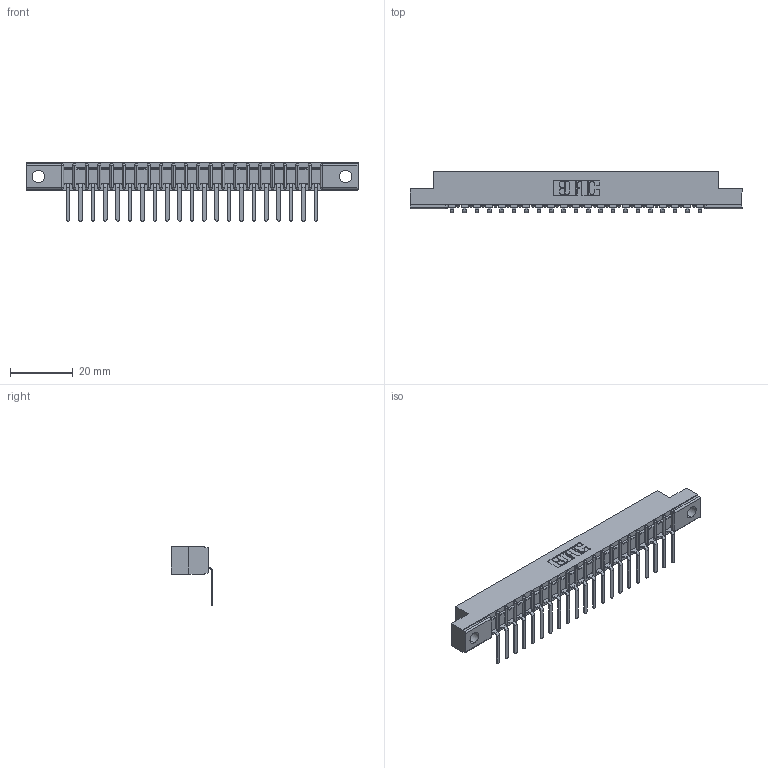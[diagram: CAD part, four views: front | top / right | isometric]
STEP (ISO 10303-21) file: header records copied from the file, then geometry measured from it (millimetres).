
FILE_DESCRIPTION (( 'STEP AP203' ), '1' );
FILE_NAME ('307-021-557-102.STEP', '2019-09-04T23:46:31', ( '' ), ( '' ), 'SwSTEP 2.0', 'SolidWorks 2016', '' );
FILE_SCHEMA (( 'CONFIG_CONTROL_DESIGN' ));
Length unit declared in the file: inch
Products named in the file (3): 307-021-557-102; 307 Part_.128 Dia Mounting Holes; 307-290-002_557
Assembly tree (22 placements, depth 2):
  307-021-557-102
    307 Part_.128 Dia Mounting Holes
    307-290-002_557  x21
Bounding box: 106.22 x 13.32 x 18.67 mm (x, y, z)
Volume: 6980.9 mm3; surface area: 12836 mm2
Topology: 22 solids, 22 shells, 1778 faces, 5447 edges, 3570 vertices
Faces by surface type: plane 1057, cylinder 677, sphere 44
Entity records: 21448 total; most frequent: CARTESIAN_POINT 3616, ORIENTED_EDGE 3606, DIRECTION 3523, EDGE_CURVE 1803, LINE 1369, VECTOR 1369, VERTEX_POINT 1170, AXIS2_PLACEMENT_3D 1077
